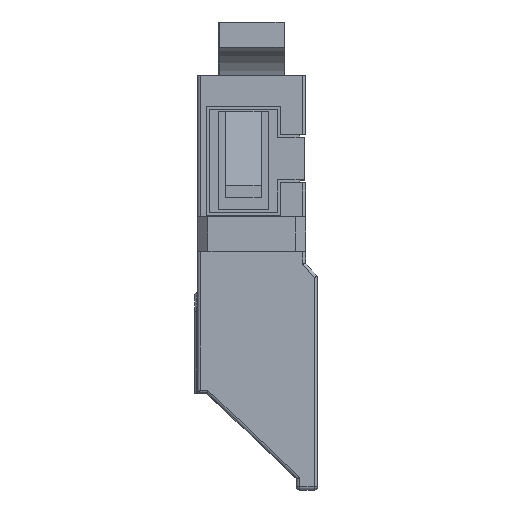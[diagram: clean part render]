
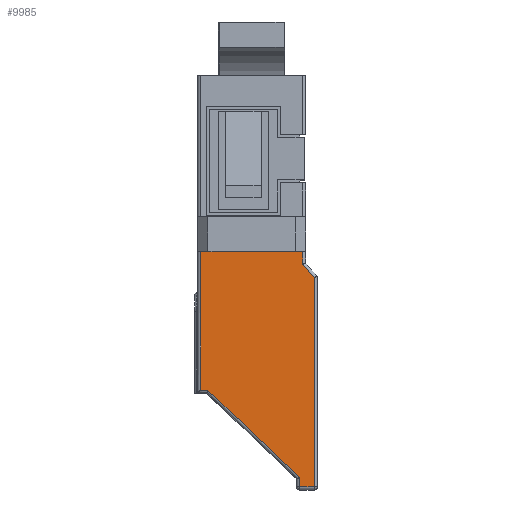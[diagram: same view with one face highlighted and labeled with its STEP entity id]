
A CAD part, top view. The second image highlights one B-rep face of the part: STEP entity #9985.
In plain terms, the highlighted planar face has unit normal (0, 0, 1).
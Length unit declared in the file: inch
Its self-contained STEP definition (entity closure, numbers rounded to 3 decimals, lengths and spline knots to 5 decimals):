
#109 = CARTESIAN_POINT ( 'NONE',  ( 0.17307, -0.05906, 0.2525 ) ) ;
#123 = VECTOR ( 'NONE', #9616, 39.37008 ) ;
#226 = AXIS2_PLACEMENT_3D ( 'NONE', #2813, #5254, #8300 ) ;
#253 = VERTEX_POINT ( 'NONE', #4500 ) ;
#705 = VERTEX_POINT ( 'NONE', #4844 ) ;
#1653 = CARTESIAN_POINT ( 'NONE',  ( -0.18307, -0.85646, 0.2525 ) ) ;
#1846 = LINE ( 'NONE', #3419, #5789 ) ;
#1926 = ORIENTED_EDGE ( 'NONE', *, *, #2393, .T. ) ;
#1936 = VERTEX_POINT ( 'NONE', #6868 ) ;
#2088 = VERTEX_POINT ( 'NONE', #109 ) ;
#2179 = EDGE_CURVE ( 'NONE', #9967, #7917, #1846, .T. ) ;
#2237 = CARTESIAN_POINT ( 'NONE',  ( -0.18307, -0.05906, 0.2525 ) ) ;
#2393 = EDGE_CURVE ( 'NONE', #9707, #1936, #2929, .T. ) ;
#2482 = VERTEX_POINT ( 'NONE', #4703 ) ;
#2695 = ORIENTED_EDGE ( 'NONE', *, *, #6098, .T. ) ;
#2725 = CARTESIAN_POINT ( 'NONE',  ( -0.17307, -0.53906, 0.2525 ) ) ;
#2783 = DIRECTION ( 'NONE',  ( 0., -1., 0. ) ) ;
#2813 = CARTESIAN_POINT ( 'NONE',  ( -0.18307, -0.53906, 0.2525 ) ) ;
#2910 = VECTOR ( 'NONE', #5181, 39.37008 ) ;
#2929 = LINE ( 'NONE', #6065, #6597 ) ;
#3035 = DIRECTION ( 'NONE',  ( 0., 1., 0. ) ) ;
#3419 = CARTESIAN_POINT ( 'NONE',  ( 0.23243, -0.16924, 0.2525 ) ) ;
#3464 = LINE ( 'NONE', #2237, #2910 ) ;
#3480 = CARTESIAN_POINT ( 'NONE',  ( 0.21244, -0.14678, 0.2525 ) ) ;
#3486 = EDGE_CURVE ( 'NONE', #7910, #2088, #3464, .T. ) ;
#3540 = CARTESIAN_POINT ( 'NONE',  ( 0.15939, -0.82175, 0.2525 ) ) ;
#3571 = VECTOR ( 'NONE', #2783, 39.37008 ) ;
#3639 = PLANE ( 'NONE',  #226 ) ;
#3892 = EDGE_LOOP ( 'NONE', ( #5124, #6045, #4287, #6185, #1926, #2695, #5908, #4754, #7749 ) ) ;
#4007 = DIRECTION ( 'NONE',  ( 0., -1., 0. ) ) ;
#4064 = DIRECTION ( 'NONE',  ( 1., 0., 0. ) ) ;
#4287 = ORIENTED_EDGE ( 'NONE', *, *, #3486, .F. ) ;
#4414 = CARTESIAN_POINT ( 'NONE',  ( 0.17307, -0.10255, 0.2525 ) ) ;
#4500 = CARTESIAN_POINT ( 'NONE',  ( 0.21244, -0.85646, 0.2525 ) ) ;
#4703 = CARTESIAN_POINT ( 'NONE',  ( 0.1625, -0.82471, 0.2525 ) ) ;
#4754 = ORIENTED_EDGE ( 'NONE', *, *, #8498, .T. ) ;
#4844 = CARTESIAN_POINT ( 'NONE',  ( 0.1625, -0.85646, 0.2525 ) ) ;
#5124 = ORIENTED_EDGE ( 'NONE', *, *, #2179, .T. ) ;
#5174 = EDGE_CURVE ( 'NONE', #253, #9967, #5750, .T. ) ;
#5181 = DIRECTION ( 'NONE',  ( 1., 0., 0. ) ) ;
#5254 = DIRECTION ( 'NONE',  ( 0., 0., 1. ) ) ;
#5422 = LINE ( 'NONE', #9989, #7174 ) ;
#5595 = LINE ( 'NONE', #6963, #6804 ) ;
#5690 = EDGE_CURVE ( 'NONE', #7910, #9707, #5722, .T. ) ;
#5696 = LINE ( 'NONE', #1653, #6622 ) ;
#5722 = LINE ( 'NONE', #2725, #3571 ) ;
#5742 = CARTESIAN_POINT ( 'NONE',  ( -0.17307, -0.52906, 0.2525 ) ) ;
#5750 = LINE ( 'NONE', #6661, #6832 ) ;
#5789 = VECTOR ( 'NONE', #9646, 39.37008 ) ;
#5813 = EDGE_CURVE ( 'NONE', #7917, #2088, #5422, .T. ) ;
#5890 = DIRECTION ( 'NONE',  ( 0., 1., 0. ) ) ;
#5908 = ORIENTED_EDGE ( 'NONE', *, *, #7574, .T. ) ;
#6045 = ORIENTED_EDGE ( 'NONE', *, *, #5813, .T. ) ;
#6065 = CARTESIAN_POINT ( 'NONE',  ( -0.18307, -0.52906, 0.2525 ) ) ;
#6098 = EDGE_CURVE ( 'NONE', #1936, #2482, #8002, .T. ) ;
#6185 = ORIENTED_EDGE ( 'NONE', *, *, #5690, .T. ) ;
#6597 = VECTOR ( 'NONE', #9079, 39.37008 ) ;
#6622 = VECTOR ( 'NONE', #4064, 39.37008 ) ;
#6661 = CARTESIAN_POINT ( 'NONE',  ( 0.21244, -0.53906, 0.2525 ) ) ;
#6764 = FACE_OUTER_BOUND ( 'NONE', #3892, .T. ) ;
#6804 = VECTOR ( 'NONE', #4007, 39.37008 ) ;
#6832 = VECTOR ( 'NONE', #5890, 39.37008 ) ;
#6868 = CARTESIAN_POINT ( 'NONE',  ( -0.14851, -0.52906, 0.2525 ) ) ;
#6963 = CARTESIAN_POINT ( 'NONE',  ( 0.1625, -0.53906, 0.2525 ) ) ;
#7174 = VECTOR ( 'NONE', #3035, 39.37008 ) ;
#7574 = EDGE_CURVE ( 'NONE', #2482, #705, #5595, .T. ) ;
#7675 = CARTESIAN_POINT ( 'NONE',  ( -0.17307, -0.05906, 0.2525 ) ) ;
#7749 = ORIENTED_EDGE ( 'NONE', *, *, #5174, .T. ) ;
#7910 = VERTEX_POINT ( 'NONE', #7675 ) ;
#7917 = VERTEX_POINT ( 'NONE', #4414 ) ;
#8002 = LINE ( 'NONE', #3540, #123 ) ;
#8300 = DIRECTION ( 'NONE',  ( 1., 0., 0. ) ) ;
#8498 = EDGE_CURVE ( 'NONE', #705, #253, #5696, .T. ) ;
#9079 = DIRECTION ( 'NONE',  ( 1., 0., 0. ) ) ;
#9616 = DIRECTION ( 'NONE',  ( 0.725, -0.689, 0. ) ) ;
#9646 = DIRECTION ( 'NONE',  ( -0.665, 0.747, 0. ) ) ;
#9707 = VERTEX_POINT ( 'NONE', #5742 ) ;
#9967 = VERTEX_POINT ( 'NONE', #3480 ) ;
#9985 = ADVANCED_FACE ( 'NONE', ( #6764 ), #3639, .T. ) ;
#9989 = CARTESIAN_POINT ( 'NONE',  ( 0.17307, -0.05906, 0.2525 ) ) ;
